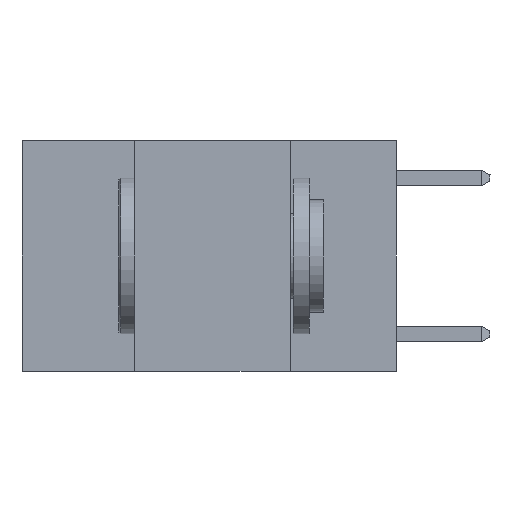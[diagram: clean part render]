
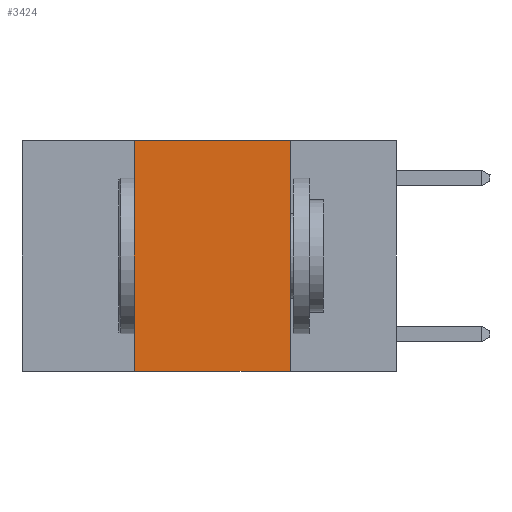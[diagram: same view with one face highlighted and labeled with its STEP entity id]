
A CAD part, left-side view. The second image highlights one B-rep face of the part: STEP entity #3424.
In plain terms, the highlighted planar face has unit normal (-1, 0, 0).
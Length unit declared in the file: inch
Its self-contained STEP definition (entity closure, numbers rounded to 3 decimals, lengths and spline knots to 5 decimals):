
#512 = DIRECTION ( 'NONE',  ( 0., 0., -1. ) ) ;
#630 = EDGE_CURVE ( 'NONE', #6614, #1947, #2383, .T. ) ;
#751 = LINE ( 'NONE', #9017, #3136 ) ;
#787 = CARTESIAN_POINT ( 'NONE',  ( 0., 0.42, 0. ) ) ;
#802 = VECTOR ( 'NONE', #6568, 39.37008 ) ;
#1947 = VERTEX_POINT ( 'NONE', #7997 ) ;
#2055 = EDGE_LOOP ( 'NONE', ( #9592, #2395, #10441, #2141 ) ) ;
#2141 = ORIENTED_EDGE ( 'NONE', *, *, #5707, .T. ) ;
#2383 = LINE ( 'NONE', #787, #3859 ) ;
#2395 = ORIENTED_EDGE ( 'NONE', *, *, #8988, .F. ) ;
#2399 = EDGE_CURVE ( 'NONE', #7050, #4274, #7120, .T. ) ;
#3047 = CARTESIAN_POINT ( 'NONE',  ( 0., 0.17, 0. ) ) ;
#3136 = VECTOR ( 'NONE', #4145, 39.37008 ) ;
#3218 = FACE_OUTER_BOUND ( 'NONE', #2055, .T. ) ;
#3424 = ADVANCED_FACE ( 'NONE', ( #3218 ), #6596, .F. ) ;
#3859 = VECTOR ( 'NONE', #7235, 39.37008 ) ;
#4145 = DIRECTION ( 'NONE',  ( 0., -1., 0. ) ) ;
#4274 = VERTEX_POINT ( 'NONE', #5501 ) ;
#4776 = DIRECTION ( 'NONE',  ( 1., 0., 0. ) ) ;
#5364 = CARTESIAN_POINT ( 'NONE',  ( 0., 0.17, 0. ) ) ;
#5501 = CARTESIAN_POINT ( 'NONE',  ( 0., 0.17, -0.37 ) ) ;
#5707 = EDGE_CURVE ( 'NONE', #6614, #4274, #8122, .T. ) ;
#5800 = CARTESIAN_POINT ( 'NONE',  ( 0., 0.6, 0. ) ) ;
#6568 = DIRECTION ( 'NONE',  ( 0., -1., 0. ) ) ;
#6596 = PLANE ( 'NONE',  #9646 ) ;
#6614 = VERTEX_POINT ( 'NONE', #9246 ) ;
#7050 = VERTEX_POINT ( 'NONE', #3047 ) ;
#7120 = LINE ( 'NONE', #5364, #7802 ) ;
#7235 = DIRECTION ( 'NONE',  ( 0., 0., 1. ) ) ;
#7376 = CARTESIAN_POINT ( 'NONE',  ( 0., 0.6, -0.37 ) ) ;
#7802 = VECTOR ( 'NONE', #512, 39.37008 ) ;
#7997 = CARTESIAN_POINT ( 'NONE',  ( 0., 0.42, 0. ) ) ;
#8122 = LINE ( 'NONE', #7376, #802 ) ;
#8988 = EDGE_CURVE ( 'NONE', #1947, #7050, #751, .T. ) ;
#9017 = CARTESIAN_POINT ( 'NONE',  ( 0., 0.6, 0. ) ) ;
#9246 = CARTESIAN_POINT ( 'NONE',  ( 0., 0.42, -0.37 ) ) ;
#9592 = ORIENTED_EDGE ( 'NONE', *, *, #2399, .F. ) ;
#9646 = AXIS2_PLACEMENT_3D ( 'NONE', #5800, #4776, #9840 ) ;
#9840 = DIRECTION ( 'NONE',  ( 0., 0., -1. ) ) ;
#10441 = ORIENTED_EDGE ( 'NONE', *, *, #630, .F. ) ;
